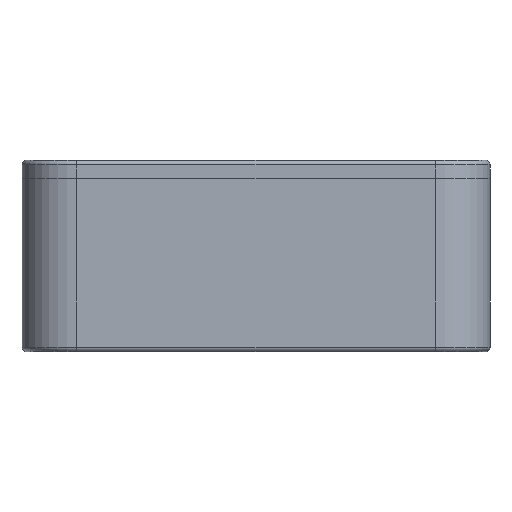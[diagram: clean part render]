
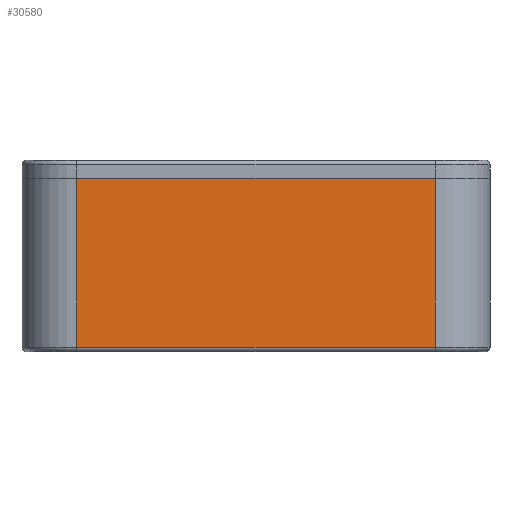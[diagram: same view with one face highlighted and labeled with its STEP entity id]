
A CAD part, left-side view. The second image highlights one B-rep face of the part: STEP entity #30580.
In plain terms, the highlighted planar face has unit normal (-1, 0, 0).
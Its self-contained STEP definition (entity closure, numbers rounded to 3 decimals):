
#1535=PLANE('',#31937);
#3101=FACE_OUTER_BOUND('',#4936,.T.);
#4936=EDGE_LOOP('',(#27782,#27783,#27784,#27785));
#7886=LINE('',#56727,#10816);
#7887=LINE('',#56734,#10817);
#7888=LINE('',#56736,#10818);
#7889=LINE('',#56737,#10819);
#10816=VECTOR('',#37148,10.);
#10817=VECTOR('',#37159,10.);
#10818=VECTOR('',#37160,10.);
#10819=VECTOR('',#37161,10.);
#15066=VERTEX_POINT('',#56721);
#15067=VERTEX_POINT('',#56725);
#15068=VERTEX_POINT('',#56733);
#15069=VERTEX_POINT('',#56735);
#19352=EDGE_CURVE('',#15067,#15066,#7886,.T.);
#19355=EDGE_CURVE('',#15068,#15067,#7887,.T.);
#19356=EDGE_CURVE('',#15069,#15068,#7888,.T.);
#19357=EDGE_CURVE('',#15066,#15069,#7889,.T.);
#27782=ORIENTED_EDGE('',*,*,#19352,.F.);
#27783=ORIENTED_EDGE('',*,*,#19355,.F.);
#27784=ORIENTED_EDGE('',*,*,#19356,.F.);
#27785=ORIENTED_EDGE('',*,*,#19357,.F.);
#30580=ADVANCED_FACE('',(#3101),#1535,.T.);
#31937=AXIS2_PLACEMENT_3D('',#56732,#37157,#37158);
#37148=DIRECTION('',(0.,1.,0.));
#37157=DIRECTION('center_axis',(-1.,0.,0.));
#37158=DIRECTION('ref_axis',(0.,1.,0.));
#37159=DIRECTION('',(0.,0.,-1.));
#37160=DIRECTION('',(0.,-1.,0.));
#37161=DIRECTION('',(0.,0.,1.));
#56721=CARTESIAN_POINT('',(-41.5,19.66,-6.));
#56725=CARTESIAN_POINT('',(-41.5,-19.66,-6.));
#56727=CARTESIAN_POINT('',(-41.5,-12.83,-6.));
#56732=CARTESIAN_POINT('Origin',(-41.5,-25.66,-2.5));
#56733=CARTESIAN_POINT('',(-41.5,-19.66,12.5));
#56734=CARTESIAN_POINT('',(-41.5,-19.66,-2.5));
#56735=CARTESIAN_POINT('',(-41.5,19.66,12.5));
#56736=CARTESIAN_POINT('',(-41.5,-12.83,12.5));
#56737=CARTESIAN_POINT('',(-41.5,19.66,-2.5));
